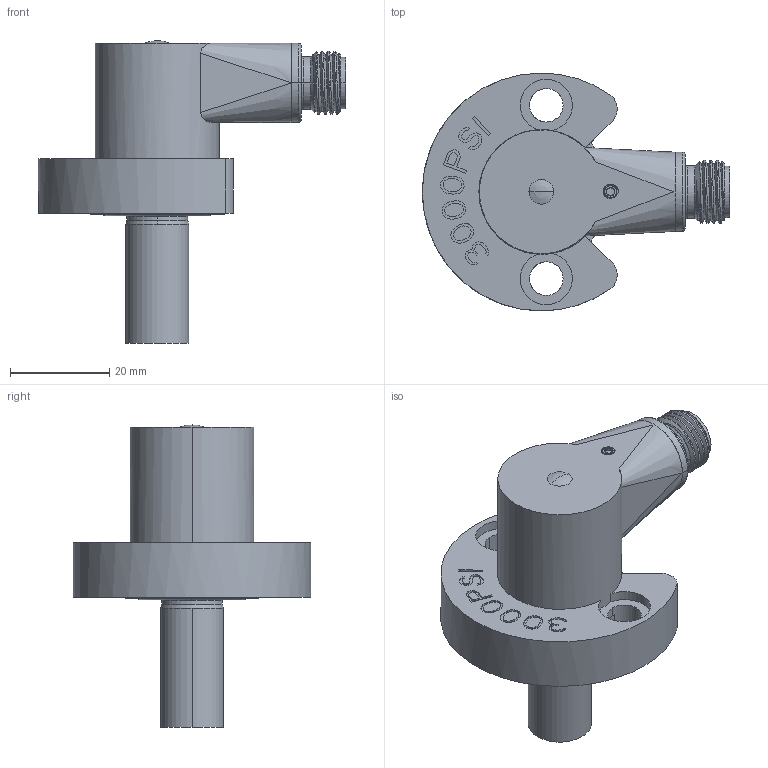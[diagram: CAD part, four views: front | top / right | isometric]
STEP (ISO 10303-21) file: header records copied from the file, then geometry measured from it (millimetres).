
FILE_DESCRIPTION((''),'2;1');
FILE_NAME('NJ2_D_1025_V12','2015-03-02T',('dburns'),(''),'PRO/ENGINEER BY PARAMETRIC TECHNOLOGY CORPORATION, 2014430','PRO/ENGINEER BY PARAMETRIC TECHNOLOGY CORPORATION, 2014430','');
FILE_SCHEMA(('CONFIG_CONTROL_DESIGN'));
Length unit declared in the file: millimetre
Products named in the file (1): NJ2_D_1025_V12
Bounding box: 62 x 48 x 61.03 mm (x, y, z)
Volume: 34357.4 mm3; surface area: 12559.7 mm2
Topology: 1 solids, 3 shells, 563 faces, 1557 edges, 1025 vertices
Faces by surface type: plane 330, cylinder 122, cone 54, torus 36, bspline 13, sphere 8
Entity records: 19678 total; most frequent: CARTESIAN_POINT 5165, ORIENTED_EDGE 3104, DIRECTION 2935, EDGE_CURVE 1552, VERTEX_POINT 1025, VECTOR 991, LINE 991, AXIS2_PLACEMENT_3D 972
